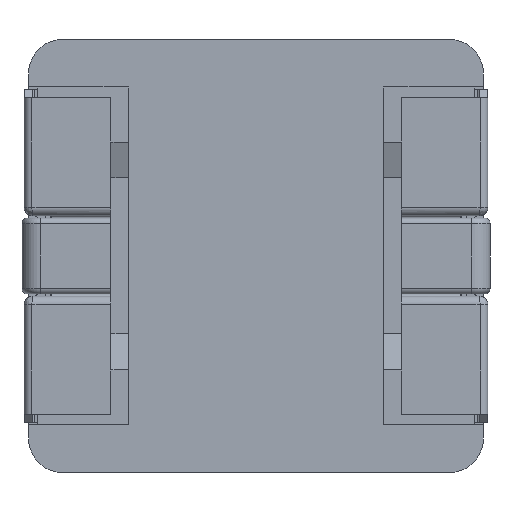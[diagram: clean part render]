
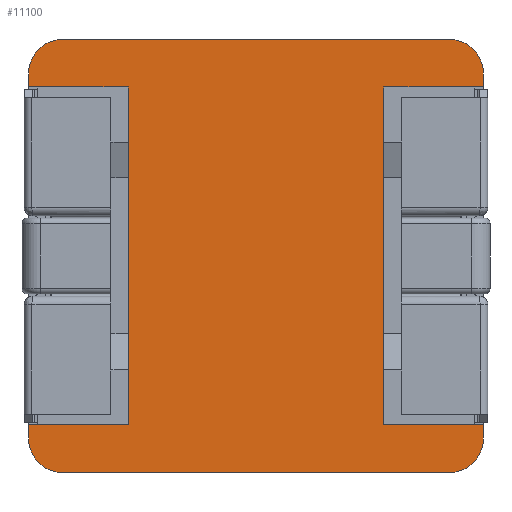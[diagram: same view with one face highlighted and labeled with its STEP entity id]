
A CAD part, front view. The second image highlights one B-rep face of the part: STEP entity #11100.
In plain terms, the highlighted planar face has unit normal (0, -1, 0).
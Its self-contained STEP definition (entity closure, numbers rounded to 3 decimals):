
#62 = LINE ( 'NONE', #7942, #4808 ) ;
#159 = DIRECTION ( 'NONE',  ( 0., -1., 0. ) ) ;
#374 = CARTESIAN_POINT ( 'NONE',  ( -5.25, -3.865, 5. ) ) ;
#389 = CARTESIAN_POINT ( 'NONE',  ( -5.25, -3.865, 3.9 ) ) ;
#427 = CARTESIAN_POINT ( 'NONE',  ( 2.95, -3.865, -3.9 ) ) ;
#612 = EDGE_CURVE ( 'NONE', #5762, #9430, #62, .T. ) ;
#631 = VECTOR ( 'NONE', #10999, 1000. ) ;
#694 = VECTOR ( 'NONE', #6373, 1000. ) ;
#699 = EDGE_CURVE ( 'NONE', #1874, #6963, #9982, .T. ) ;
#887 = LINE ( 'NONE', #2143, #631 ) ;
#902 = EDGE_CURVE ( 'NONE', #7312, #11275, #3051, .T. ) ;
#948 = CARTESIAN_POINT ( 'NONE',  ( -4.45, -3.865, -4.2 ) ) ;
#962 = ORIENTED_EDGE ( 'NONE', *, *, #8567, .F. ) ;
#963 = DIRECTION ( 'NONE',  ( 0., 0., 1. ) ) ;
#1016 = ORIENTED_EDGE ( 'NONE', *, *, #3472, .T. ) ;
#1062 = CARTESIAN_POINT ( 'NONE',  ( -2.95, -3.865, -3.9 ) ) ;
#1434 = VERTEX_POINT ( 'NONE', #2141 ) ;
#1506 = DIRECTION ( 'NONE',  ( -1., 0., 0. ) ) ;
#1516 = DIRECTION ( 'NONE',  ( 0., 0., -1. ) ) ;
#1874 = VERTEX_POINT ( 'NONE', #11178 ) ;
#1897 = DIRECTION ( 'NONE',  ( 0., 0., -1. ) ) ;
#1943 = ORIENTED_EDGE ( 'NONE', *, *, #5837, .F. ) ;
#2076 = CARTESIAN_POINT ( 'NONE',  ( -5.25, -3.865, 4.2 ) ) ;
#2107 = FACE_OUTER_BOUND ( 'NONE', #5287, .T. ) ;
#2141 = CARTESIAN_POINT ( 'NONE',  ( -5.25, -3.865, -4.2 ) ) ;
#2143 = CARTESIAN_POINT ( 'NONE',  ( -5.25, -3.865, -5. ) ) ;
#2223 = LINE ( 'NONE', #8982, #11075 ) ;
#2224 = CARTESIAN_POINT ( 'NONE',  ( 5.25, -3.865, 5. ) ) ;
#2250 = DIRECTION ( 'NONE',  ( 0., 0., -1. ) ) ;
#2273 = DIRECTION ( 'NONE',  ( 0., 0., 1. ) ) ;
#2285 = CARTESIAN_POINT ( 'NONE',  ( 4.45, -3.865, 5. ) ) ;
#2288 = DIRECTION ( 'NONE',  ( 0., -1., 0. ) ) ;
#2302 = CARTESIAN_POINT ( 'NONE',  ( -4.45, -3.865, 4.2 ) ) ;
#2549 = LINE ( 'NONE', #4035, #9329 ) ;
#2588 = VERTEX_POINT ( 'NONE', #427 ) ;
#2661 = ORIENTED_EDGE ( 'NONE', *, *, #11346, .T. ) ;
#2693 = VERTEX_POINT ( 'NONE', #4465 ) ;
#2799 = VERTEX_POINT ( 'NONE', #2076 ) ;
#3051 = LINE ( 'NONE', #6863, #4800 ) ;
#3169 = CARTESIAN_POINT ( 'NONE',  ( 4.45, -3.865, -4.2 ) ) ;
#3363 = VERTEX_POINT ( 'NONE', #389 ) ;
#3472 = EDGE_CURVE ( 'NONE', #2588, #11275, #2549, .T. ) ;
#3486 = LINE ( 'NONE', #2224, #10299 ) ;
#3635 = CARTESIAN_POINT ( 'NONE',  ( 4.45, -3.865, -5. ) ) ;
#3675 = DIRECTION ( 'NONE',  ( 1., 0., 0. ) ) ;
#3712 = ORIENTED_EDGE ( 'NONE', *, *, #8738, .F. ) ;
#3903 = VECTOR ( 'NONE', #1516, 1000. ) ;
#4035 = CARTESIAN_POINT ( 'NONE',  ( 2.95, -3.865, -3.9 ) ) ;
#4039 = DIRECTION ( 'NONE',  ( 0., 0., -1. ) ) ;
#4209 = ORIENTED_EDGE ( 'NONE', *, *, #902, .F. ) ;
#4212 = CARTESIAN_POINT ( 'NONE',  ( -4.45, -3.865, -5. ) ) ;
#4300 = EDGE_CURVE ( 'NONE', #1434, #9430, #10317, .T. ) ;
#4465 = CARTESIAN_POINT ( 'NONE',  ( 5.25, -3.865, -4.2 ) ) ;
#4521 = CARTESIAN_POINT ( 'NONE',  ( -5.25, -3.865, 5. ) ) ;
#4572 = DIRECTION ( 'NONE',  ( 0., 0., 1. ) ) ;
#4599 = LINE ( 'NONE', #4521, #9043 ) ;
#4744 = CARTESIAN_POINT ( 'NONE',  ( 5.25, -3.865, 3.9 ) ) ;
#4800 = VECTOR ( 'NONE', #1506, 1000. ) ;
#4808 = VECTOR ( 'NONE', #5495, 1000. ) ;
#4895 = CIRCLE ( 'NONE', #9868, 0.8 ) ;
#4942 = LINE ( 'NONE', #374, #9439 ) ;
#4969 = CARTESIAN_POINT ( 'NONE',  ( 5.25, -3.865, 5. ) ) ;
#4989 = EDGE_CURVE ( 'NONE', #3363, #10717, #5698, .T. ) ;
#5089 = CARTESIAN_POINT ( 'NONE',  ( -5.25, -3.865, -3.9 ) ) ;
#5274 = VERTEX_POINT ( 'NONE', #4212 ) ;
#5287 = EDGE_LOOP ( 'NONE', ( #1943, #7672, #8413, #9634, #7428, #10061, #6897, #11437, #3712, #2661, #10477, #962, #1016, #4209, #9563, #6463 ) ) ;
#5476 = CARTESIAN_POINT ( 'NONE',  ( 0., -3.865, 0. ) ) ;
#5495 = DIRECTION ( 'NONE',  ( -1., 0., 0. ) ) ;
#5658 = LINE ( 'NONE', #1062, #10415 ) ;
#5675 = AXIS2_PLACEMENT_3D ( 'NONE', #948, #7165, #1897 ) ;
#5684 = CARTESIAN_POINT ( 'NONE',  ( 2.95, -3.865, 3.9 ) ) ;
#5698 = LINE ( 'NONE', #6820, #694 ) ;
#5762 = VERTEX_POINT ( 'NONE', #8283 ) ;
#5837 = EDGE_CURVE ( 'NONE', #6631, #6963, #4942, .T. ) ;
#6352 = CARTESIAN_POINT ( 'NONE',  ( 4.45, -3.865, 4.2 ) ) ;
#6365 = DIRECTION ( 'NONE',  ( 0., 0., -1. ) ) ;
#6373 = DIRECTION ( 'NONE',  ( 1., 0., 0. ) ) ;
#6463 = ORIENTED_EDGE ( 'NONE', *, *, #699, .T. ) ;
#6510 = EDGE_CURVE ( 'NONE', #6631, #2799, #4895, .T. ) ;
#6573 = DIRECTION ( 'NONE',  ( 1., 0., 0. ) ) ;
#6577 = CARTESIAN_POINT ( 'NONE',  ( 5.25, -3.865, -3.9 ) ) ;
#6631 = VERTEX_POINT ( 'NONE', #8465 ) ;
#6820 = CARTESIAN_POINT ( 'NONE',  ( -5.25, -3.865, 3.9 ) ) ;
#6863 = CARTESIAN_POINT ( 'NONE',  ( 5.25, -3.865, 3.9 ) ) ;
#6897 = ORIENTED_EDGE ( 'NONE', *, *, #4300, .F. ) ;
#6944 = AXIS2_PLACEMENT_3D ( 'NONE', #5476, #159, #6365 ) ;
#6963 = VERTEX_POINT ( 'NONE', #2285 ) ;
#7165 = DIRECTION ( 'NONE',  ( 0., -1., 0. ) ) ;
#7221 = PLANE ( 'NONE',  #6944 ) ;
#7312 = VERTEX_POINT ( 'NONE', #4744 ) ;
#7316 = AXIS2_PLACEMENT_3D ( 'NONE', #3169, #9366, #4039 ) ;
#7428 = ORIENTED_EDGE ( 'NONE', *, *, #11124, .F. ) ;
#7480 = CARTESIAN_POINT ( 'NONE',  ( -2.95, -3.865, 3.9 ) ) ;
#7672 = ORIENTED_EDGE ( 'NONE', *, *, #6510, .T. ) ;
#7942 = CARTESIAN_POINT ( 'NONE',  ( -5.05, -3.865, -3.9 ) ) ;
#7976 = AXIS2_PLACEMENT_3D ( 'NONE', #6352, #9267, #8726 ) ;
#8162 = CIRCLE ( 'NONE', #7316, 0.8 ) ;
#8283 = CARTESIAN_POINT ( 'NONE',  ( -2.95, -3.865, -3.9 ) ) ;
#8413 = ORIENTED_EDGE ( 'NONE', *, *, #9630, .F. ) ;
#8465 = CARTESIAN_POINT ( 'NONE',  ( -4.45, -3.865, 5. ) ) ;
#8567 = EDGE_CURVE ( 'NONE', #2588, #10346, #2223, .T. ) ;
#8726 = DIRECTION ( 'NONE',  ( 0., 0., -1. ) ) ;
#8738 = EDGE_CURVE ( 'NONE', #10116, #5274, #887, .T. ) ;
#8797 = DIRECTION ( 'NONE',  ( 0., 0., 1. ) ) ;
#8982 = CARTESIAN_POINT ( 'NONE',  ( 5.05, -3.865, -3.9 ) ) ;
#9043 = VECTOR ( 'NONE', #963, 1000. ) ;
#9267 = DIRECTION ( 'NONE',  ( 0., -1., 0. ) ) ;
#9288 = DIRECTION ( 'NONE',  ( 0., 0., -1. ) ) ;
#9329 = VECTOR ( 'NONE', #2273, 1000. ) ;
#9366 = DIRECTION ( 'NONE',  ( 0., -1., 0. ) ) ;
#9430 = VERTEX_POINT ( 'NONE', #5089 ) ;
#9439 = VECTOR ( 'NONE', #6573, 1000. ) ;
#9459 = CARTESIAN_POINT ( 'NONE',  ( -5.25, -3.865, 5. ) ) ;
#9563 = ORIENTED_EDGE ( 'NONE', *, *, #10347, .F. ) ;
#9581 = CIRCLE ( 'NONE', #5675, 0.8 ) ;
#9630 = EDGE_CURVE ( 'NONE', #3363, #2799, #4599, .T. ) ;
#9634 = ORIENTED_EDGE ( 'NONE', *, *, #4989, .T. ) ;
#9868 = AXIS2_PLACEMENT_3D ( 'NONE', #2302, #2288, #2250 ) ;
#9982 = CIRCLE ( 'NONE', #7976, 0.8 ) ;
#10031 = VECTOR ( 'NONE', #8797, 1000. ) ;
#10061 = ORIENTED_EDGE ( 'NONE', *, *, #612, .T. ) ;
#10116 = VERTEX_POINT ( 'NONE', #3635 ) ;
#10299 = VECTOR ( 'NONE', #9288, 1000. ) ;
#10317 = LINE ( 'NONE', #9459, #10031 ) ;
#10346 = VERTEX_POINT ( 'NONE', #6577 ) ;
#10347 = EDGE_CURVE ( 'NONE', #1874, #7312, #3486, .T. ) ;
#10415 = VECTOR ( 'NONE', #4572, 1000. ) ;
#10466 = EDGE_CURVE ( 'NONE', #1434, #5274, #9581, .T. ) ;
#10477 = ORIENTED_EDGE ( 'NONE', *, *, #11492, .F. ) ;
#10686 = LINE ( 'NONE', #4969, #3903 ) ;
#10717 = VERTEX_POINT ( 'NONE', #7480 ) ;
#10999 = DIRECTION ( 'NONE',  ( -1., 0., 0. ) ) ;
#11075 = VECTOR ( 'NONE', #3675, 1000. ) ;
#11100 = ADVANCED_FACE ( 'NONE', ( #2107 ), #7221, .T. ) ;
#11124 = EDGE_CURVE ( 'NONE', #5762, #10717, #5658, .T. ) ;
#11178 = CARTESIAN_POINT ( 'NONE',  ( 5.25, -3.865, 4.2 ) ) ;
#11275 = VERTEX_POINT ( 'NONE', #5684 ) ;
#11346 = EDGE_CURVE ( 'NONE', #10116, #2693, #8162, .T. ) ;
#11437 = ORIENTED_EDGE ( 'NONE', *, *, #10466, .T. ) ;
#11492 = EDGE_CURVE ( 'NONE', #10346, #2693, #10686, .T. ) ;
